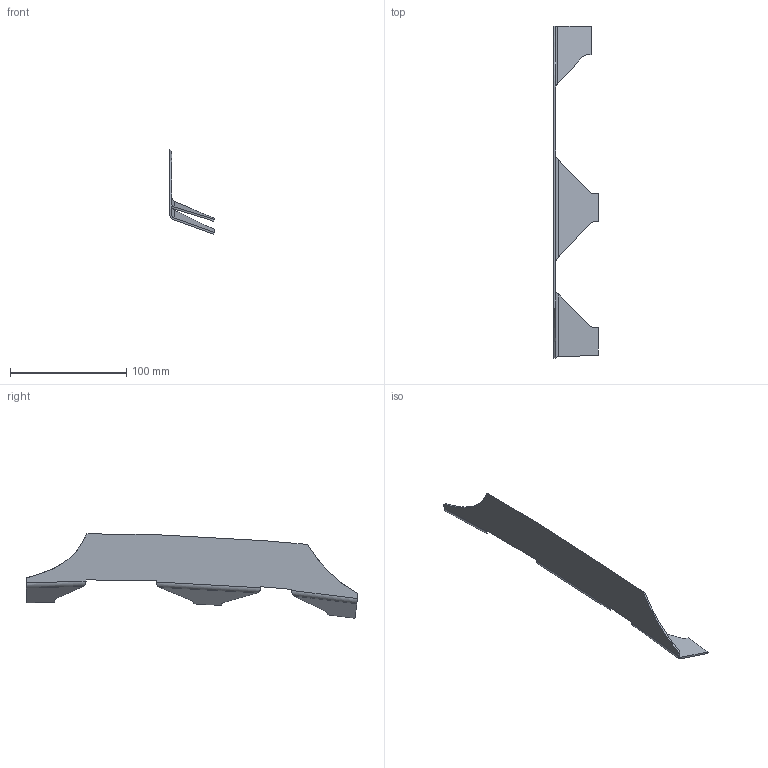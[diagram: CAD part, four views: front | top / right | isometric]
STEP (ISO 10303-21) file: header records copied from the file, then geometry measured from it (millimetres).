
FILE_DESCRIPTION(/* description */ ('STEP AP214'),/* implementation_level */ '2;1');
FILE_NAME(/* name */ '62524f8fecdeb77adb8b99cf',/* time_stamp */ '2022-04-10T03:31:27+00:00',/* author */ (''),/* organization */ (''),/* preprocessor_version */ 'ST-DEVELOPER v18.101',/* originating_system */ ' ',/* authorisation */ ' ');
FILE_SCHEMA (('AUTOMOTIVE_DESIGN {1 0 10303 214 3 1 1}'));
Length unit declared in the file: metre
Products named in the file (1): Part 924
Bounding box: 38.25 x 285.91 x 72.72 mm (x, y, z)
Volume: 22765.7 mm3; surface area: 30044.9 mm2
Topology: 1 solids, 1 shells, 52 faces, 126 edges, 76 vertices
Faces by surface type: plane 36, cylinder 10, bspline 6
Entity records: 1940 total; most frequent: CARTESIAN_POINT 757, ORIENTED_EDGE 252, DIRECTION 210, EDGE_CURVE 126, LINE 92, VECTOR 92, VERTEX_POINT 76, AXIS2_PLACEMENT_3D 59
